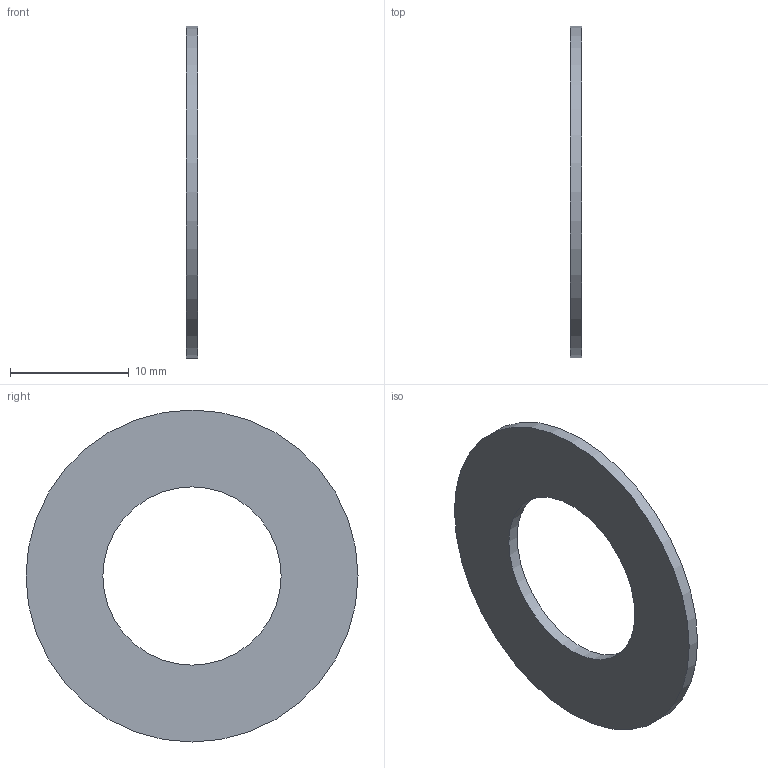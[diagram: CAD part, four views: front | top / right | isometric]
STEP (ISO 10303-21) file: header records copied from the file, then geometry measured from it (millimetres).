
FILE_DESCRIPTION(/* description */ ('1 mm Thick Washer for 15 mm Shaft Diameter Needle-Roller Thrust Bearing'),/* implementation_level */ '2;1');
FILE_NAME(/* name */ '5909K73_1 mm Thick Washer for 15 mm Shaft Diameter Needle-Roller Thrust Bearing v1.step',/* time_stamp */ '2025-10-23T12:45:37-04:00',/* author */ (''),/* organization */ (''),/* preprocessor_version */ 'ST-DEVELOPER v20.1',/* originating_system */ 'Autodesk Translation Framework v14.17.0.0',/* authorisation */ '');
FILE_SCHEMA (('AUTOMOTIVE_DESIGN { 1 0 10303 214 3 1 1 }'));
Length unit declared in the file: inch
Products named in the file (1): 5909K73
Bounding box: 1 x 28 x 28 mm (x, y, z)
Volume: 438.3 mm3; surface area: 1011.8 mm2
Topology: 1 solids, 1 shells, 4 faces, 6 edges, 4 vertices
Faces by surface type: plane 2, cylinder 2
Full cylindrical faces by diameter (mm): 15.032 x1, 28 x1
Entity records: 133 total; most frequent: DIRECTION 20, CARTESIAN_POINT 15, ORIENTED_EDGE 12, AXIS2_PLACEMENT_3D 9, EDGE_LOOP 6, EDGE_CURVE 6, FACE_OUTER_BOUND 4, CIRCLE 4
